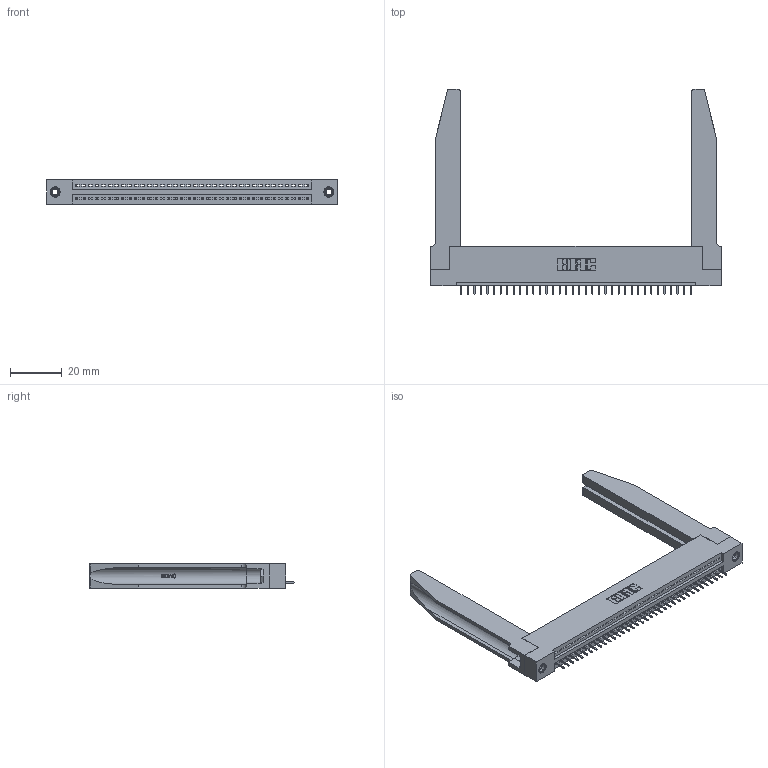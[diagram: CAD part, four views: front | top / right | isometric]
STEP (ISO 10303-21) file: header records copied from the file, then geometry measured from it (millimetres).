
FILE_DESCRIPTION (( 'STEP AP203' ), '1' );
FILE_NAME ('345-036-525-178.STEP', '2020-09-19T16:25:17', ( '' ), ( '' ), 'SwSTEP 2.0', 'SolidWorks 2020', '' );
FILE_SCHEMA (( 'CONFIG_CONTROL_DESIGN' ));
Length unit declared in the file: inch
Products named in the file (5): 345-036-525-178; 345-250-001_345-250-001-102; 345-292-001_345-293-125; 345-220-078_345-220-078; 345 Part_Flush Mounting Lugs - 0.156 Dia-TH
Assembly tree (41 placements, depth 2):
  345-036-525-178
    345 Part_Flush Mounting Lugs - 0.156 Dia-TH
    345-292-001_345-293-125  x36
    345-250-001_345-250-001-102  x2
    345-220-078_345-220-078  x2
Bounding box: 112.67 x 79.68 x 9.4 mm (x, y, z)
Volume: 18276.3 mm3; surface area: 20235.1 mm2
Topology: 41 solids, 41 shells, 2592 faces, 7429 edges, 4798 vertices
Faces by surface type: plane 1878, cylinder 662, bspline 36, cone 12, torus 4
Entity records: 32716 total; most frequent: CARTESIAN_POINT 6563, ORIENTED_EDGE 5430, DIRECTION 4749, EDGE_CURVE 2715, LINE 2349, VECTOR 2349, VERTEX_POINT 1800, AXIS2_PLACEMENT_3D 1200
